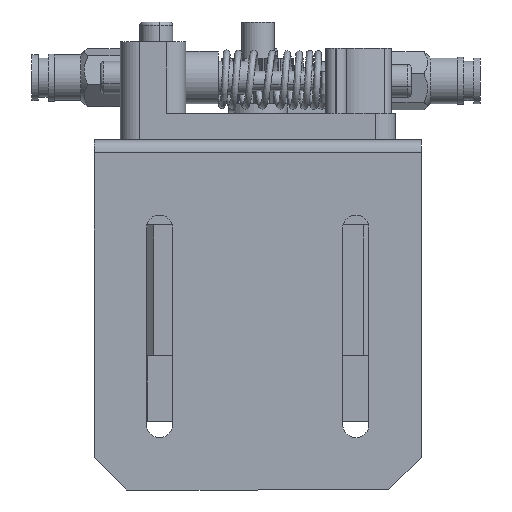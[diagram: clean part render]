
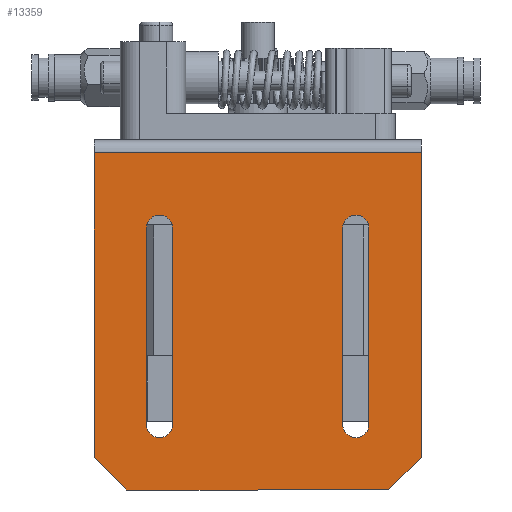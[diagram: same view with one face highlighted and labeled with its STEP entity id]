
A CAD part, front view. The second image highlights one B-rep face of the part: STEP entity #13359.
In plain terms, the highlighted face is planar.
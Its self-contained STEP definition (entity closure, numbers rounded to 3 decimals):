
#224 = VECTOR ( 'NONE', #13489, 1000. ) ;
#229 = CARTESIAN_POINT ( 'NONE',  ( 0., 13., 0. ) ) ;
#268 = VERTEX_POINT ( 'NONE', #4529 ) ;
#282 = EDGE_CURVE ( 'NONE', #268, #6787, #11531, .T. ) ;
#287 = VECTOR ( 'NONE', #8269, 1000. ) ;
#337 = ORIENTED_EDGE ( 'NONE', *, *, #494, .T. ) ;
#366 = AXIS2_PLACEMENT_3D ( 'NONE', #6310, #14119, #7703 ) ;
#448 = LINE ( 'NONE', #2064, #7608 ) ;
#494 = EDGE_CURVE ( 'NONE', #5339, #12167, #7307, .T. ) ;
#675 = AXIS2_PLACEMENT_3D ( 'NONE', #1824, #14729, #1723 ) ;
#711 = VECTOR ( 'NONE', #4126, 1000. ) ;
#732 = DIRECTION ( 'NONE',  ( -1., 0., 0. ) ) ;
#745 = EDGE_CURVE ( 'NONE', #4584, #6904, #7090, .T. ) ;
#859 = EDGE_CURVE ( 'NONE', #3668, #12192, #4524, .T. ) ;
#953 = CARTESIAN_POINT ( 'NONE',  ( -13.25, -13., 0. ) ) ;
#983 = VERTEX_POINT ( 'NONE', #953 ) ;
#1014 = VERTEX_POINT ( 'NONE', #6092 ) ;
#1123 = CARTESIAN_POINT ( 'NONE',  ( 16.75, -17., 0. ) ) ;
#1239 = CARTESIAN_POINT ( 'NONE',  ( -24.75, -25., 0. ) ) ;
#1452 = VERTEX_POINT ( 'NONE', #12094 ) ;
#1488 = DIRECTION ( 'NONE',  ( 1., 0., 0. ) ) ;
#1493 = ORIENTED_EDGE ( 'NONE', *, *, #13892, .T. ) ;
#1649 = ORIENTED_EDGE ( 'NONE', *, *, #12245, .T. ) ;
#1723 = DIRECTION ( 'NONE',  ( 1., 0., 0. ) ) ;
#1824 = CARTESIAN_POINT ( 'NONE',  ( 16.75, -15., 0. ) ) ;
#1912 = EDGE_CURVE ( 'NONE', #4845, #5770, #13723, .T. ) ;
#1926 = VECTOR ( 'NONE', #14794, 1000. ) ;
#1970 = CARTESIAN_POINT ( 'NONE',  ( 26.75, 20., 0. ) ) ;
#1996 = CARTESIAN_POINT ( 'NONE',  ( 21.75, -25., 0. ) ) ;
#2064 = CARTESIAN_POINT ( 'NONE',  ( 0., -13., 0. ) ) ;
#2192 = VECTOR ( 'NONE', #5283, 1000. ) ;
#2814 = CARTESIAN_POINT ( 'NONE',  ( 16.75, -13., 0. ) ) ;
#2997 = ORIENTED_EDGE ( 'NONE', *, *, #282, .T. ) ;
#3044 = EDGE_LOOP ( 'NONE', ( #15452, #15241, #6252, #6358, #9403, #9170 ) ) ;
#3167 = DIRECTION ( 'NONE',  ( -1., 0., 0. ) ) ;
#3247 = ORIENTED_EDGE ( 'NONE', *, *, #15087, .T. ) ;
#3668 = VERTEX_POINT ( 'NONE', #1239 ) ;
#3684 = PLANE ( 'NONE',  #14934 ) ;
#3726 = CARTESIAN_POINT ( 'NONE',  ( 0., -17., 0. ) ) ;
#3772 = EDGE_CURVE ( 'NONE', #1014, #12192, #4258, .T. ) ;
#4029 = ORIENTED_EDGE ( 'NONE', *, *, #8450, .T. ) ;
#4126 = DIRECTION ( 'NONE',  ( 1., 0., 0. ) ) ;
#4254 = VECTOR ( 'NONE', #13622, 1000. ) ;
#4258 = LINE ( 'NONE', #13449, #12090 ) ;
#4524 = LINE ( 'NONE', #13450, #1926 ) ;
#4529 = CARTESIAN_POINT ( 'NONE',  ( -13.25, 17., 0. ) ) ;
#4584 = VERTEX_POINT ( 'NONE', #15784 ) ;
#4845 = VERTEX_POINT ( 'NONE', #10282 ) ;
#5272 = FACE_OUTER_BOUND ( 'NONE', #3044, .T. ) ;
#5283 = DIRECTION ( 'NONE',  ( -0.707, -0.707, 0. ) ) ;
#5312 = VECTOR ( 'NONE', #7820, 1000. ) ;
#5339 = VERTEX_POINT ( 'NONE', #16220 ) ;
#5709 = CIRCLE ( 'NONE', #9296, 2. ) ;
#5770 = VERTEX_POINT ( 'NONE', #8950 ) ;
#5849 = CARTESIAN_POINT ( 'NONE',  ( 0., 17., 0. ) ) ;
#6092 = CARTESIAN_POINT ( 'NONE',  ( 21.75, 25., 0. ) ) ;
#6166 = AXIS2_PLACEMENT_3D ( 'NONE', #15636, #6669, #1488 ) ;
#6208 = DIRECTION ( 'NONE',  ( 1., 0., 0. ) ) ;
#6252 = ORIENTED_EDGE ( 'NONE', *, *, #3772, .F. ) ;
#6310 = CARTESIAN_POINT ( 'NONE',  ( 16.75, 15., 0. ) ) ;
#6314 = CARTESIAN_POINT ( 'NONE',  ( 16.75, -15., 0. ) ) ;
#6322 = DIRECTION ( 'NONE',  ( 1., 0., 0. ) ) ;
#6358 = ORIENTED_EDGE ( 'NONE', *, *, #8650, .T. ) ;
#6669 = DIRECTION ( 'NONE',  ( 0., 0., 1. ) ) ;
#6761 = LINE ( 'NONE', #12973, #2192 ) ;
#6787 = VERTEX_POINT ( 'NONE', #12895 ) ;
#6904 = VERTEX_POINT ( 'NONE', #1970 ) ;
#7090 = LINE ( 'NONE', #15421, #5312 ) ;
#7139 = EDGE_CURVE ( 'NONE', #983, #5339, #11356, .T. ) ;
#7307 = LINE ( 'NONE', #3726, #11144 ) ;
#7608 = VECTOR ( 'NONE', #732, 1000. ) ;
#7703 = DIRECTION ( 'NONE',  ( 1., 0., 0. ) ) ;
#7820 = DIRECTION ( 'NONE',  ( 0., 1., 0. ) ) ;
#8197 = CIRCLE ( 'NONE', #675, 2. ) ;
#8269 = DIRECTION ( 'NONE',  ( 1., 0., 0. ) ) ;
#8332 = CARTESIAN_POINT ( 'NONE',  ( 18.75, -15., 0. ) ) ;
#8422 = CARTESIAN_POINT ( 'NONE',  ( -13.25, 15., 0. ) ) ;
#8450 = EDGE_CURVE ( 'NONE', #11931, #14920, #5709, .T. ) ;
#8650 = EDGE_CURVE ( 'NONE', #1014, #6904, #11087, .T. ) ;
#8737 = DIRECTION ( 'NONE',  ( 0., 0., 1. ) ) ;
#8849 = CARTESIAN_POINT ( 'NONE',  ( 0., 0., 0. ) ) ;
#8950 = CARTESIAN_POINT ( 'NONE',  ( 18.75, 15., 0. ) ) ;
#9170 = ORIENTED_EDGE ( 'NONE', *, *, #9646, .T. ) ;
#9296 = AXIS2_PLACEMENT_3D ( 'NONE', #6314, #11190, #14011 ) ;
#9311 = CIRCLE ( 'NONE', #366, 2. ) ;
#9403 = ORIENTED_EDGE ( 'NONE', *, *, #745, .F. ) ;
#9507 = AXIS2_PLACEMENT_3D ( 'NONE', #15922, #13328, #10814 ) ;
#9646 = EDGE_CURVE ( 'NONE', #4584, #12422, #6761, .T. ) ;
#10282 = CARTESIAN_POINT ( 'NONE',  ( 16.75, 13., 0. ) ) ;
#10431 = CARTESIAN_POINT ( 'NONE',  ( -26.75, -25., 0. ) ) ;
#10814 = DIRECTION ( 'NONE',  ( 1., 0., 0. ) ) ;
#10884 = FACE_BOUND ( 'NONE', #12626, .T. ) ;
#11067 = EDGE_CURVE ( 'NONE', #3668, #12422, #13350, .T. ) ;
#11087 = LINE ( 'NONE', #12470, #4254 ) ;
#11131 = EDGE_CURVE ( 'NONE', #6787, #4845, #12917, .T. ) ;
#11144 = VECTOR ( 'NONE', #11348, 1000. ) ;
#11190 = DIRECTION ( 'NONE',  ( 0., 0., 1. ) ) ;
#11296 = FACE_BOUND ( 'NONE', #12548, .T. ) ;
#11348 = DIRECTION ( 'NONE',  ( 1., 0., 0. ) ) ;
#11356 = CIRCLE ( 'NONE', #9507, 2. ) ;
#11531 = CIRCLE ( 'NONE', #15474, 2. ) ;
#11931 = VERTEX_POINT ( 'NONE', #8332 ) ;
#12090 = VECTOR ( 'NONE', #3167, 1000. ) ;
#12094 = CARTESIAN_POINT ( 'NONE',  ( 16.75, 17., 0. ) ) ;
#12107 = ORIENTED_EDGE ( 'NONE', *, *, #7139, .T. ) ;
#12167 = VERTEX_POINT ( 'NONE', #1123 ) ;
#12192 = VERTEX_POINT ( 'NONE', #13836 ) ;
#12245 = EDGE_CURVE ( 'NONE', #5770, #1452, #9311, .T. ) ;
#12422 = VERTEX_POINT ( 'NONE', #1996 ) ;
#12470 = CARTESIAN_POINT ( 'NONE',  ( 21.75, 25., 0. ) ) ;
#12548 = EDGE_LOOP ( 'NONE', ( #1493, #2997, #15899, #16514, #1649 ) ) ;
#12626 = EDGE_LOOP ( 'NONE', ( #14005, #12107, #337, #3247, #4029 ) ) ;
#12657 = LINE ( 'NONE', #5849, #224 ) ;
#12707 = DIRECTION ( 'NONE',  ( 0., 0., 1. ) ) ;
#12895 = CARTESIAN_POINT ( 'NONE',  ( -13.25, 13., 0. ) ) ;
#12917 = LINE ( 'NONE', #229, #287 ) ;
#12973 = CARTESIAN_POINT ( 'NONE',  ( 26.75, -20., 0. ) ) ;
#13328 = DIRECTION ( 'NONE',  ( 0., 0., 1. ) ) ;
#13350 = LINE ( 'NONE', #10431, #711 ) ;
#13359 = ADVANCED_FACE ( 'NONE', ( #10884, #11296, #5272 ), #3684, .F. ) ;
#13449 = CARTESIAN_POINT ( 'NONE',  ( -26.75, 25., 0. ) ) ;
#13450 = CARTESIAN_POINT ( 'NONE',  ( -24.75, 0., 0. ) ) ;
#13489 = DIRECTION ( 'NONE',  ( -1., 0., 0. ) ) ;
#13622 = DIRECTION ( 'NONE',  ( 0.707, -0.707, 0. ) ) ;
#13636 = EDGE_CURVE ( 'NONE', #14920, #983, #448, .T. ) ;
#13723 = CIRCLE ( 'NONE', #6166, 2. ) ;
#13836 = CARTESIAN_POINT ( 'NONE',  ( -24.75, 25., 0. ) ) ;
#13892 = EDGE_CURVE ( 'NONE', #1452, #268, #12657, .T. ) ;
#14005 = ORIENTED_EDGE ( 'NONE', *, *, #13636, .T. ) ;
#14011 = DIRECTION ( 'NONE',  ( 1., 0., 0. ) ) ;
#14119 = DIRECTION ( 'NONE',  ( 0., 0., 1. ) ) ;
#14729 = DIRECTION ( 'NONE',  ( 0., 0., 1. ) ) ;
#14794 = DIRECTION ( 'NONE',  ( 0., 1., 0. ) ) ;
#14920 = VERTEX_POINT ( 'NONE', #2814 ) ;
#14934 = AXIS2_PLACEMENT_3D ( 'NONE', #8849, #12707, #6322 ) ;
#15087 = EDGE_CURVE ( 'NONE', #12167, #11931, #8197, .T. ) ;
#15241 = ORIENTED_EDGE ( 'NONE', *, *, #859, .T. ) ;
#15421 = CARTESIAN_POINT ( 'NONE',  ( 26.75, 25., 0. ) ) ;
#15452 = ORIENTED_EDGE ( 'NONE', *, *, #11067, .F. ) ;
#15474 = AXIS2_PLACEMENT_3D ( 'NONE', #8422, #8737, #6208 ) ;
#15636 = CARTESIAN_POINT ( 'NONE',  ( 16.75, 15., 0. ) ) ;
#15784 = CARTESIAN_POINT ( 'NONE',  ( 26.75, -20., 0. ) ) ;
#15899 = ORIENTED_EDGE ( 'NONE', *, *, #11131, .T. ) ;
#15922 = CARTESIAN_POINT ( 'NONE',  ( -13.25, -15., 0. ) ) ;
#16220 = CARTESIAN_POINT ( 'NONE',  ( -13.25, -17., 0. ) ) ;
#16514 = ORIENTED_EDGE ( 'NONE', *, *, #1912, .T. ) ;
